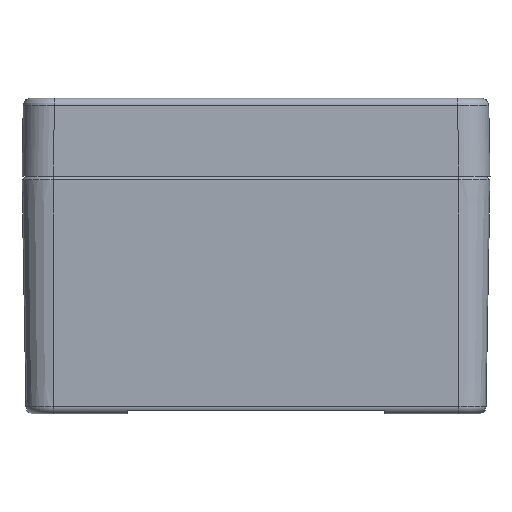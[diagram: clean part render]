
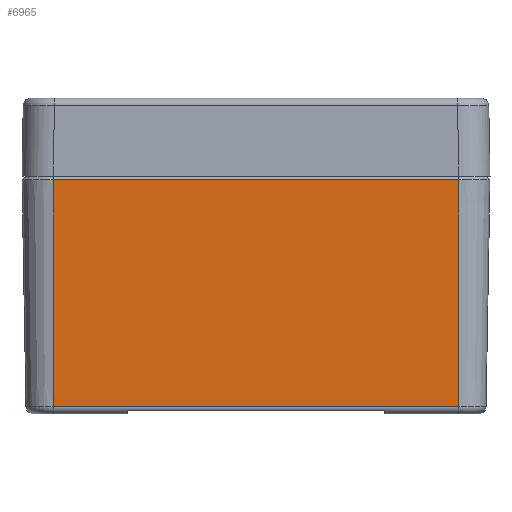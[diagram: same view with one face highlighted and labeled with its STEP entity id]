
A CAD part, left-side view. The second image highlights one B-rep face of the part: STEP entity #6965.
In plain terms, the highlighted planar face has unit normal (-1, 0, -0.018).
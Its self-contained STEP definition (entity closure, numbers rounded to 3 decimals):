
#6945=AXIS2_PLACEMENT_3D('Plane Axis2P3D',#6942,#6943,#6944) ;
#6063=CARTESIAN_POINT('Vertex',(0.,112.,60.)) ;
#6094=CARTESIAN_POINT('Vertex',(0.,8.,60.)) ;
#6097=CARTESIAN_POINT('Line Origine',(0.,60.,60.)) ;
#6916=CARTESIAN_POINT('Line Origine',(0.524,112.,30.)) ;
#6920=CARTESIAN_POINT('Vertex',(1.013,112.,1.965)) ;
#6942=CARTESIAN_POINT('Axis2P3D Location',(0.,60.,60.)) ;
#6947=CARTESIAN_POINT('Line Origine',(1.013,60.,1.965)) ;
#6951=CARTESIAN_POINT('Vertex',(1.013,8.,1.965)) ;
#6954=CARTESIAN_POINT('Line Origine',(0.524,8.,30.)) ;
#6098=DIRECTION('Vector Direction',(0.,-1.,0.)) ;
#6917=DIRECTION('Vector Direction',(-0.017,0.,1.)) ;
#6943=DIRECTION('Axis2P3D Direction',(1.,-0.,0.017)) ;
#6944=DIRECTION('Axis2P3D XDirection',(0.,1.,0.)) ;
#6948=DIRECTION('Vector Direction',(0.,1.,0.)) ;
#6955=DIRECTION('Vector Direction',(-0.017,0.,1.)) ;
#6099=VECTOR('Line Direction',#6098,1.) ;
#6918=VECTOR('Line Direction',#6917,1.) ;
#6949=VECTOR('Line Direction',#6948,1.) ;
#6956=VECTOR('Line Direction',#6955,1.) ;
#6960=ORIENTED_EDGE('',*,*,#6953,.F.) ;
#6961=ORIENTED_EDGE('',*,*,#6958,.F.) ;
#6962=ORIENTED_EDGE('',*,*,#6101,.F.) ;
#6963=ORIENTED_EDGE('',*,*,#6922,.T.) ;
#6965=ADVANCED_FACE('Body',(#6964),#6946,.F.) ;
#6101=EDGE_CURVE('',#6064,#6095,#6100,.T.) ;
#6922=EDGE_CURVE('',#6064,#6921,#6919,.F.) ;
#6953=EDGE_CURVE('',#6952,#6921,#6950,.T.) ;
#6958=EDGE_CURVE('',#6095,#6952,#6957,.F.) ;
#6959=EDGE_LOOP('',(#6960,#6961,#6962,#6963)) ;
#6964=FACE_OUTER_BOUND('',#6959,.T.) ;
#6100=LINE('Line',#6097,#6099) ;
#6919=LINE('Line',#6916,#6918) ;
#6950=LINE('Line',#6947,#6949) ;
#6957=LINE('Line',#6954,#6956) ;
#6946=PLANE('',#6945) ;
#6064=VERTEX_POINT('',#6063) ;
#6095=VERTEX_POINT('',#6094) ;
#6921=VERTEX_POINT('',#6920) ;
#6952=VERTEX_POINT('',#6951) ;
